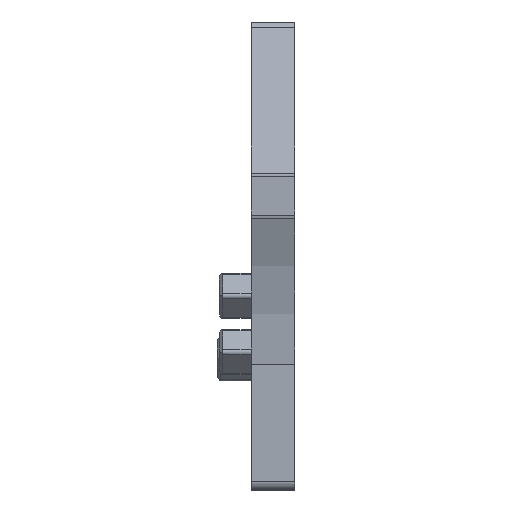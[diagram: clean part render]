
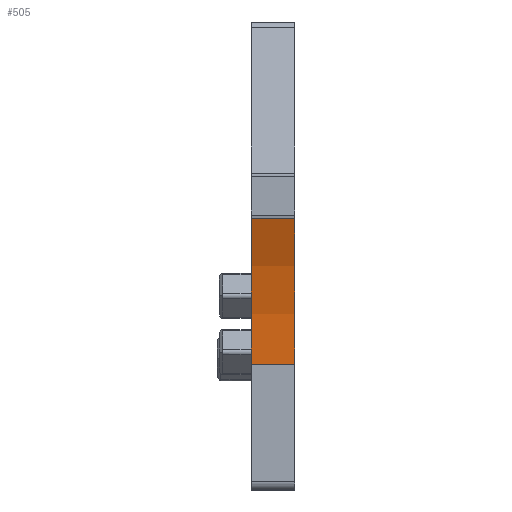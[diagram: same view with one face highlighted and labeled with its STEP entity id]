
A CAD part, front view. The second image highlights one B-rep face of the part: STEP entity #505.
In plain terms, the highlighted cylindrical face has radius 20 mm (diameter 40 mm), a partial arc.
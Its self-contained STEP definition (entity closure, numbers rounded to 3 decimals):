
#478=AXIS2_PLACEMENT_3D('Cylinder Axis2P3D',#475,#476,#477) ;
#482=AXIS2_PLACEMENT_3D('Circle Axis2P3D',#480,#481,$) ;
#496=AXIS2_PLACEMENT_3D('Circle Axis2P3D',#494,#495,$) ;
#453=CARTESIAN_POINT('Vertex',(4.45,1.895,7.253)) ;
#456=CARTESIAN_POINT('Line Origine',(3.2,1.895,7.253)) ;
#460=CARTESIAN_POINT('Vertex',(1.95,1.895,7.253)) ;
#475=CARTESIAN_POINT('Axis2P3D Location',(3.2,-18.105,7.253)) ;
#480=CARTESIAN_POINT('Axis2P3D Location',(4.45,-18.105,7.253)) ;
#484=CARTESIAN_POINT('Vertex',(4.45,0.047,15.649)) ;
#487=CARTESIAN_POINT('Line Origine',(3.2,0.047,15.649)) ;
#491=CARTESIAN_POINT('Vertex',(1.95,0.047,15.649)) ;
#494=CARTESIAN_POINT('Axis2P3D Location',(1.95,-18.105,7.253)) ;
#457=DIRECTION('Vector Direction',(-1.,0.,0.)) ;
#476=DIRECTION('Axis2P3D Direction',(-1.,0.,0.)) ;
#477=DIRECTION('Axis2P3D XDirection',(0.,0.908,0.42)) ;
#481=DIRECTION('Axis2P3D Direction',(-1.,0.,0.)) ;
#488=DIRECTION('Vector Direction',(-1.,0.,0.)) ;
#495=DIRECTION('Axis2P3D Direction',(-1.,0.,0.)) ;
#458=VECTOR('Line Direction',#457,1.) ;
#489=VECTOR('Line Direction',#488,1.) ;
#500=ORIENTED_EDGE('',*,*,#462,.F.) ;
#501=ORIENTED_EDGE('',*,*,#486,.F.) ;
#502=ORIENTED_EDGE('',*,*,#493,.T.) ;
#503=ORIENTED_EDGE('',*,*,#498,.F.) ;
#505=ADVANCED_FACE('ZAP/TW ZT2.5/4AN/2',(#504),#479,.F.) ;
#483=CIRCLE('generated circle',#482,20.) ;
#497=CIRCLE('generated circle',#496,20.) ;
#479=CYLINDRICAL_SURFACE('generated cylinder',#478,20.) ;
#462=EDGE_CURVE('',#454,#461,#459,.T.) ;
#486=EDGE_CURVE('',#485,#454,#483,.T.) ;
#493=EDGE_CURVE('',#485,#492,#490,.T.) ;
#498=EDGE_CURVE('',#461,#492,#497,.F.) ;
#499=EDGE_LOOP('',(#500,#501,#502,#503)) ;
#504=FACE_OUTER_BOUND('',#499,.T.) ;
#459=LINE('Line',#456,#458) ;
#490=LINE('Line',#487,#489) ;
#454=VERTEX_POINT('',#453) ;
#461=VERTEX_POINT('',#460) ;
#485=VERTEX_POINT('',#484) ;
#492=VERTEX_POINT('',#491) ;
